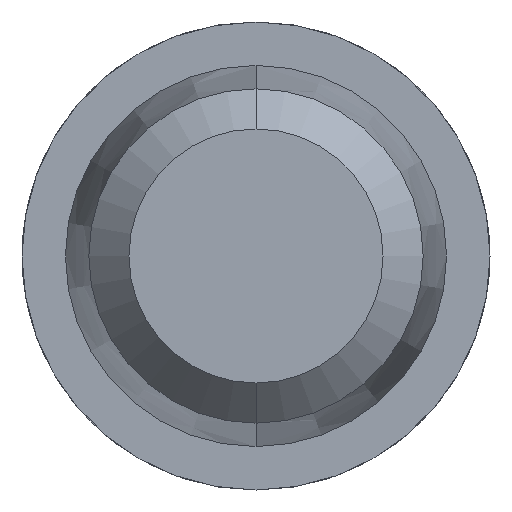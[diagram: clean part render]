
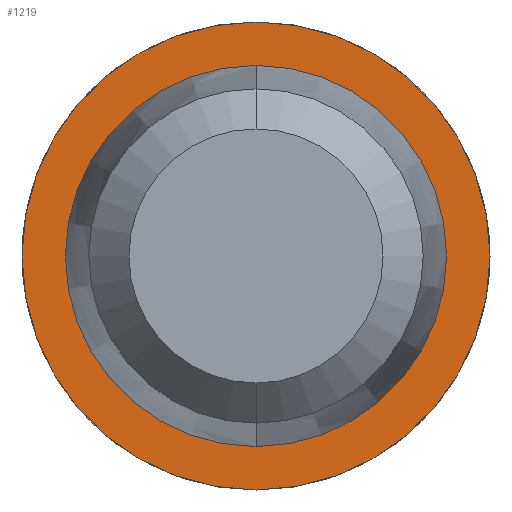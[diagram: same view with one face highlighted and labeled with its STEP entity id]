
A CAD part, front view. The second image highlights one B-rep face of the part: STEP entity #1219.
In plain terms, the highlighted planar face has unit normal (0, -1, 0).
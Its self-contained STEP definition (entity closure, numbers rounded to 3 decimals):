
#71 = VERTEX_POINT ( 'NONE', #1682 ) ;
#118 = AXIS2_PLACEMENT_3D ( 'NONE', #951, #2885, #4216 ) ;
#125 = EDGE_CURVE ( 'Defeature ausgef�hrt2_9+Defeature ausgef�hrt2_10+Defeature ausgef�hrt2_10+Defeature ausgef�hrt2_10', #71, #1289, #2048, .T. ) ;
#488 = PLANE ( 'NONE',  #875 ) ;
#575 = VERTEX_POINT ( 'NONE', #2905 ) ;
#632 = AXIS2_PLACEMENT_3D ( 'NONE', #2913, #3272, #1952 ) ;
#802 = DIRECTION ( 'NONE',  ( 0., 0., -1. ) ) ;
#814 = CARTESIAN_POINT ( 'NONE',  ( 0., 26., -0.57 ) ) ;
#851 = DIRECTION ( 'NONE',  ( 0., 0., -1. ) ) ;
#875 = AXIS2_PLACEMENT_3D ( 'NONE', #3745, #1786, #802 ) ;
#951 = CARTESIAN_POINT ( 'NONE',  ( 0., 26., 0. ) ) ;
#1017 = CIRCLE ( 'NONE', #118, 0.7 ) ;
#1027 = EDGE_CURVE ( 'Defeature ausgef�hrt2_9+Defeature ausgef�hrt2_10+Defeature ausgef�hrt2_10+Defeature ausgef�hrt2_10', #1289, #71, #3425, .T. ) ;
#1109 = DIRECTION ( 'NONE',  ( 0., -1., 0. ) ) ;
#1190 = CARTESIAN_POINT ( 'NONE',  ( 0., 26., -0.7 ) ) ;
#1219 = ADVANCED_FACE ( 'Defeature ausgef�hrt2_10', ( #2395, #3807 ), #488, .T. ) ;
#1289 = VERTEX_POINT ( 'NONE', #814 ) ;
#1449 = DIRECTION ( 'NONE',  ( 0., 0., -1. ) ) ;
#1564 = CIRCLE ( 'NONE', #3604, 0.7 ) ;
#1589 = ORIENTED_EDGE ( 'NONE', *, *, #1027, .F. ) ;
#1682 = CARTESIAN_POINT ( 'NONE',  ( 0., 26., 0.57 ) ) ;
#1739 = AXIS2_PLACEMENT_3D ( 'NONE', #1741, #1109, #1449 ) ;
#1741 = CARTESIAN_POINT ( 'NONE',  ( 0., 26., 0. ) ) ;
#1768 = EDGE_CURVE ( 'Defeature ausgef�hrt2_10+Defeature ausgef�hrt2_11+Defeature ausgef�hrt2_11+Defeature ausgef�hrt2_11', #575, #3080, #1564, .T. ) ;
#1778 = CARTESIAN_POINT ( 'NONE',  ( 0., 26., 0. ) ) ;
#1786 = DIRECTION ( 'NONE',  ( 0., -1., 0. ) ) ;
#1952 = DIRECTION ( 'NONE',  ( 0., 0., -1. ) ) ;
#2048 = CIRCLE ( 'NONE', #1739, 0.57 ) ;
#2261 = EDGE_LOOP ( 'NONE', ( #3186, #2463 ) ) ;
#2395 = FACE_OUTER_BOUND ( 'NONE', #2261, .T. ) ;
#2463 = ORIENTED_EDGE ( 'NONE', *, *, #1768, .T. ) ;
#2807 = DIRECTION ( 'NONE',  ( 0., -1., 0. ) ) ;
#2885 = DIRECTION ( 'NONE',  ( 0., -1., 0. ) ) ;
#2886 = ORIENTED_EDGE ( 'NONE', *, *, #125, .F. ) ;
#2905 = CARTESIAN_POINT ( 'NONE',  ( 0., 26., 0.7 ) ) ;
#2913 = CARTESIAN_POINT ( 'NONE',  ( 0., 26., 0. ) ) ;
#3080 = VERTEX_POINT ( 'NONE', #1190 ) ;
#3186 = ORIENTED_EDGE ( 'NONE', *, *, #4102, .T. ) ;
#3272 = DIRECTION ( 'NONE',  ( 0., -1., 0. ) ) ;
#3425 = CIRCLE ( 'NONE', #632, 0.57 ) ;
#3604 = AXIS2_PLACEMENT_3D ( 'NONE', #1778, #2807, #851 ) ;
#3745 = CARTESIAN_POINT ( 'NONE',  ( 0.57, 26., 0. ) ) ;
#3807 = FACE_BOUND ( 'NONE', #4129, .T. ) ;
#4102 = EDGE_CURVE ( 'Defeature ausgef�hrt2_10+Defeature ausgef�hrt2_11+Defeature ausgef�hrt2_11+Defeature ausgef�hrt2_11', #3080, #575, #1017, .T. ) ;
#4129 = EDGE_LOOP ( 'NONE', ( #2886, #1589 ) ) ;
#4216 = DIRECTION ( 'NONE',  ( 0., 0., -1. ) ) ;
